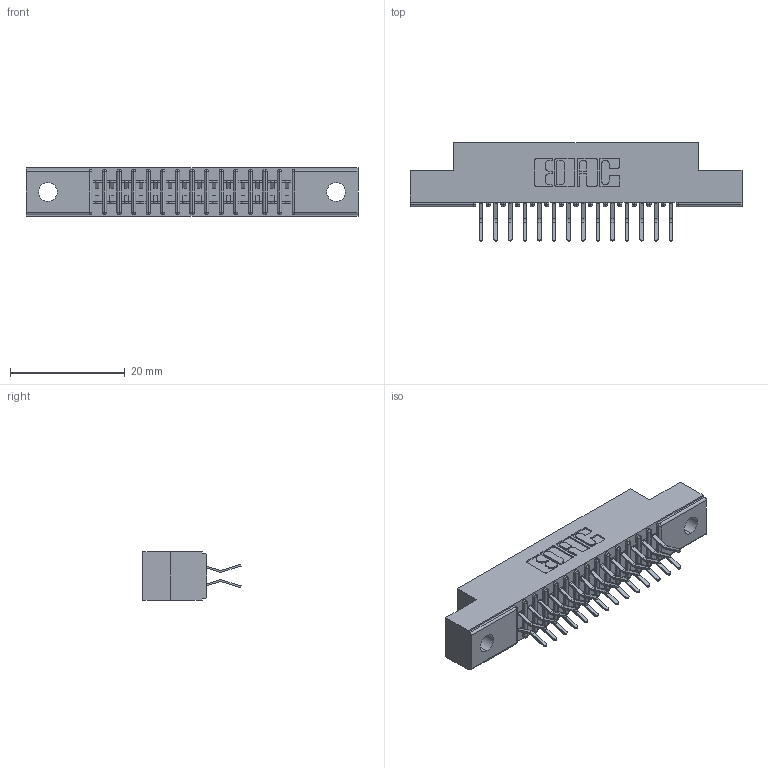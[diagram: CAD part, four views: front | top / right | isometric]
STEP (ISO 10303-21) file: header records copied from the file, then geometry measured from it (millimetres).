
FILE_DESCRIPTION (( 'STEP AP203' ), '1' );
FILE_NAME ('391-028-556-202.STEP', '2018-08-08T21:05:56', ( '' ), ( '' ), 'SwSTEP 2.0', 'SolidWorks 2016', '' );
FILE_SCHEMA (( 'CONFIG_CONTROL_DESIGN' ));
Length unit declared in the file: inch
Products named in the file (3): 341 Part_.128 (3.25) Dia Mounting Holes; 341-292-001_341-292-156; 391-028-556-202
Assembly tree (29 placements, depth 2):
  391-028-556-202
    341 Part_.128 (3.25) Dia Mounting Holes
    341-292-001_341-292-156  x28
Bounding box: 57.78 x 17.07 x 8.38 mm (x, y, z)
Volume: 3280.4 mm3; surface area: 6165.4 mm2
Topology: 29 solids, 29 shells, 2076 faces, 6014 edges, 3902 vertices
Faces by surface type: plane 1188, cylinder 832, sphere 30, torus 26
Entity records: 20815 total; most frequent: CARTESIAN_POINT 3462, ORIENTED_EDGE 3436, DIRECTION 3384, EDGE_CURVE 1718, VECTOR 1352, LINE 1352, VERTEX_POINT 1094, AXIS2_PLACEMENT_3D 1016
